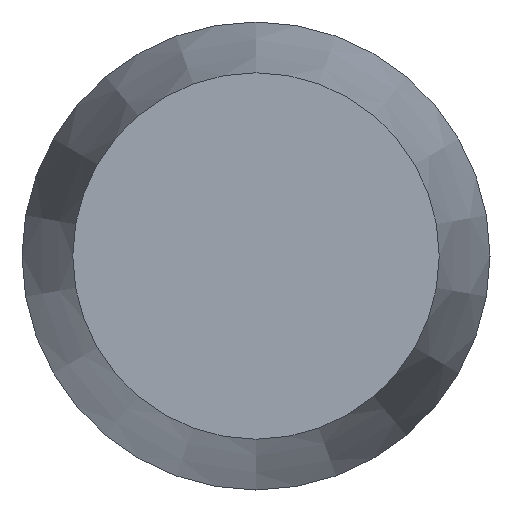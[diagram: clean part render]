
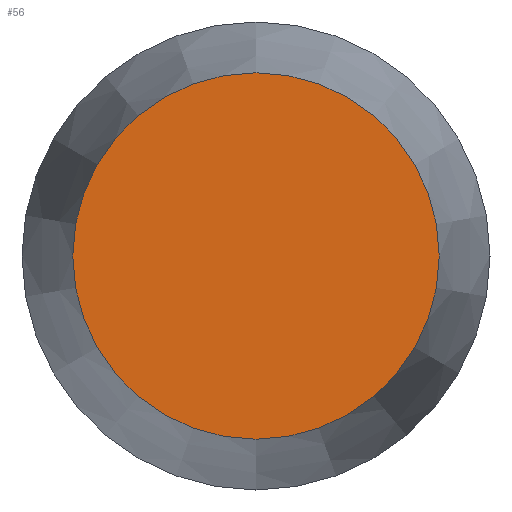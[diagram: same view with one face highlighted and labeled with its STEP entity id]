
A CAD part, left-side view. The second image highlights one B-rep face of the part: STEP entity #56.
In plain terms, the highlighted planar face has unit normal (-1, 0, 0).
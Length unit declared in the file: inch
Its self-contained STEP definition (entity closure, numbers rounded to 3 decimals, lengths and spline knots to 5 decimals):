
#21=FACE_OUTER_BOUND('',#26,.T.);
#26=EDGE_LOOP('',(#46));
#34=CIRCLE('',#70,0.56275);
#38=VERTEX_POINT('',#100);
#42=EDGE_CURVE('',#38,#38,#34,.T.);
#46=ORIENTED_EDGE('',*,*,#42,.F.);
#54=PLANE('',#69);
#56=ADVANCED_FACE('',(#21),#54,.F.);
#69=AXIS2_PLACEMENT_3D('',#99,#80,#81);
#70=AXIS2_PLACEMENT_3D('',#101,#82,#83);
#80=DIRECTION('center_axis',(1.,0.,0.));
#81=DIRECTION('ref_axis',(0.,0.,-1.));
#82=DIRECTION('center_axis',(1.,0.,0.));
#83=DIRECTION('ref_axis',(0.,0.,1.));
#99=CARTESIAN_POINT('Origin',(0.,0.,0.));
#100=CARTESIAN_POINT('',(0.,0.,0.56275));
#101=CARTESIAN_POINT('Origin',(0.,0.,0.));
